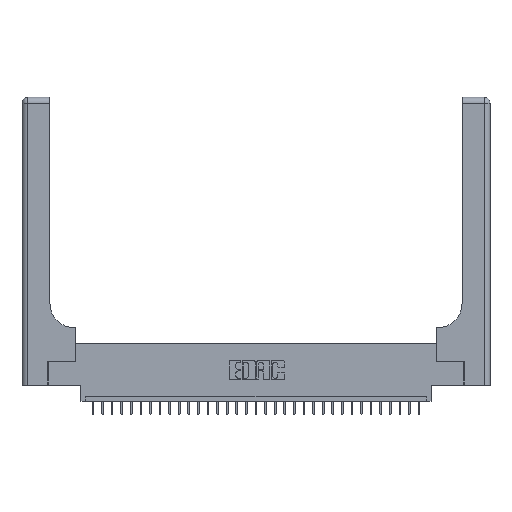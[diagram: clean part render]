
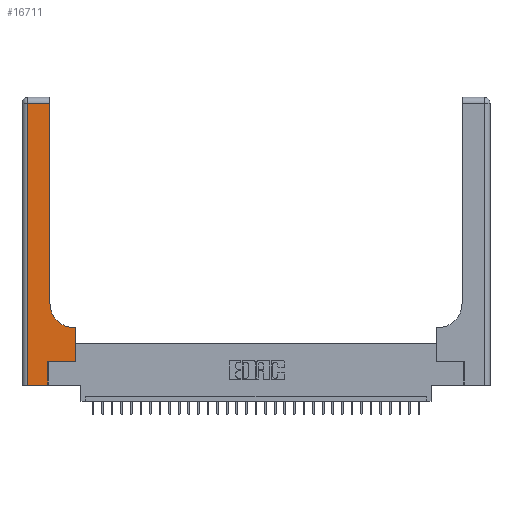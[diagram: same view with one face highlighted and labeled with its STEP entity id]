
A CAD part, top view. The second image highlights one B-rep face of the part: STEP entity #16711.
In plain terms, the highlighted planar face has unit normal (0, 0, 1).
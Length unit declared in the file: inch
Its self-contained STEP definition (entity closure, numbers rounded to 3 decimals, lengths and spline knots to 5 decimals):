
#339 = EDGE_CURVE ( 'NONE', #24876, #11900, #26581, .T. ) ;
#1445 = EDGE_CURVE ( 'NONE', #28306, #24876, #20343, .T. ) ;
#2482 = VECTOR ( 'NONE', #3348, 39.37008 ) ;
#2822 = CARTESIAN_POINT ( 'NONE',  ( 0.5585, 0.25, 0.37 ) ) ;
#2938 = CARTESIAN_POINT ( 'NONE',  ( 0.2915, 0.6, 0.37 ) ) ;
#3018 = DIRECTION ( 'NONE',  ( 0., 0., -1. ) ) ;
#3348 = DIRECTION ( 'NONE',  ( 1., 0., 0. ) ) ;
#3561 = ORIENTED_EDGE ( 'NONE', *, *, #9256, .T. ) ;
#4205 = VECTOR ( 'NONE', #17179, 39.37008 ) ;
#4669 = AXIS2_PLACEMENT_3D ( 'NONE', #12488, #14973, #7181 ) ;
#5649 = CARTESIAN_POINT ( 'NONE',  ( 0.5415, 0.85, 0.37 ) ) ;
#5687 = CARTESIAN_POINT ( 'NONE',  ( 0.269, 0.25, 0.37 ) ) ;
#6540 = CARTESIAN_POINT ( 'NONE',  ( 0.2915, 0.85, 0.37 ) ) ;
#7016 = ORIENTED_EDGE ( 'NONE', *, *, #339, .T. ) ;
#7181 = DIRECTION ( 'NONE',  ( -1., 0., 0. ) ) ;
#7339 = EDGE_LOOP ( 'NONE', ( #15708, #9559, #24535, #7016, #3561, #31758, #26286, #19205, #28668 ) ) ;
#7752 = CARTESIAN_POINT ( 'NONE',  ( 0.06, 3., 0.37 ) ) ;
#8300 = CARTESIAN_POINT ( 'NONE',  ( 0.06, 0., 0.37 ) ) ;
#8425 = CARTESIAN_POINT ( 'NONE',  ( 0.06, 2.94, 0.37 ) ) ;
#8484 = VERTEX_POINT ( 'NONE', #27662 ) ;
#8635 = DIRECTION ( 'NONE',  ( 1., 0., 0. ) ) ;
#8840 = CARTESIAN_POINT ( 'NONE',  ( 0.5585, 0.25, 0.37 ) ) ;
#9256 = EDGE_CURVE ( 'NONE', #11900, #26297, #9376, .T. ) ;
#9376 = LINE ( 'NONE', #12180, #11540 ) ;
#9525 = VERTEX_POINT ( 'NONE', #8840 ) ;
#9559 = ORIENTED_EDGE ( 'NONE', *, *, #11443, .T. ) ;
#9937 = EDGE_CURVE ( 'NONE', #26297, #9525, #31285, .T. ) ;
#11443 = EDGE_CURVE ( 'NONE', #23609, #28306, #17588, .T. ) ;
#11540 = VECTOR ( 'NONE', #22276, 39.37008 ) ;
#11900 = VERTEX_POINT ( 'NONE', #30219 ) ;
#12180 = CARTESIAN_POINT ( 'NONE',  ( 0.269, 0., 0.37 ) ) ;
#12206 = EDGE_CURVE ( 'NONE', #8484, #31212, #25108, .T. ) ;
#12488 = CARTESIAN_POINT ( 'NONE',  ( 0., 3., 0.37 ) ) ;
#12773 = DIRECTION ( 'NONE',  ( -1., 0., 0. ) ) ;
#13092 = CARTESIAN_POINT ( 'NONE',  ( 0., 2.94, 0.37 ) ) ;
#14531 = LINE ( 'NONE', #24617, #4205 ) ;
#14973 = DIRECTION ( 'NONE',  ( 0., 0., -1. ) ) ;
#15708 = ORIENTED_EDGE ( 'NONE', *, *, #17990, .T. ) ;
#16061 = LINE ( 'NONE', #2822, #30214 ) ;
#16711 = ADVANCED_FACE ( 'NONE', ( #29975 ), #19799, .F. ) ;
#17179 = DIRECTION ( 'NONE',  ( 0., 1., 0. ) ) ;
#17588 = LINE ( 'NONE', #13092, #29320 ) ;
#17884 = DIRECTION ( 'NONE',  ( 0., -1., 0. ) ) ;
#17990 = EDGE_CURVE ( 'NONE', #31348, #23609, #14531, .T. ) ;
#18356 = CARTESIAN_POINT ( 'NONE',  ( 0.5415, 0.6, 0.37 ) ) ;
#19205 = ORIENTED_EDGE ( 'NONE', *, *, #12206, .T. ) ;
#19799 = PLANE ( 'NONE',  #4669 ) ;
#20056 = VECTOR ( 'NONE', #29528, 39.37008 ) ;
#20343 = LINE ( 'NONE', #7752, #22666 ) ;
#20755 = AXIS2_PLACEMENT_3D ( 'NONE', #5649, #3018, #8635 ) ;
#21056 = CARTESIAN_POINT ( 'NONE',  ( 0.269, 0.25, 0.37 ) ) ;
#22276 = DIRECTION ( 'NONE',  ( 0., 1., 0. ) ) ;
#22427 = VECTOR ( 'NONE', #30369, 39.37008 ) ;
#22666 = VECTOR ( 'NONE', #17884, 39.37008 ) ;
#23609 = VERTEX_POINT ( 'NONE', #32302 ) ;
#23647 = DIRECTION ( 'NONE',  ( 0., 1., 0. ) ) ;
#24535 = ORIENTED_EDGE ( 'NONE', *, *, #1445, .T. ) ;
#24617 = CARTESIAN_POINT ( 'NONE',  ( 0.2915, 3., 0.37 ) ) ;
#24876 = VERTEX_POINT ( 'NONE', #8300 ) ;
#24919 = CARTESIAN_POINT ( 'NONE',  ( 0., 0., 0.37 ) ) ;
#25108 = LINE ( 'NONE', #2938, #22427 ) ;
#26286 = ORIENTED_EDGE ( 'NONE', *, *, #32087, .T. ) ;
#26297 = VERTEX_POINT ( 'NONE', #5687 ) ;
#26581 = LINE ( 'NONE', #24919, #20056 ) ;
#27662 = CARTESIAN_POINT ( 'NONE',  ( 0.5585, 0.6, 0.37 ) ) ;
#28306 = VERTEX_POINT ( 'NONE', #8425 ) ;
#28668 = ORIENTED_EDGE ( 'NONE', *, *, #31643, .T. ) ;
#29168 = CIRCLE ( 'NONE', #20755, 0.25 ) ;
#29320 = VECTOR ( 'NONE', #12773, 39.37008 ) ;
#29528 = DIRECTION ( 'NONE',  ( 1., 0., 0. ) ) ;
#29975 = FACE_OUTER_BOUND ( 'NONE', #7339, .T. ) ;
#30214 = VECTOR ( 'NONE', #23647, 39.37008 ) ;
#30219 = CARTESIAN_POINT ( 'NONE',  ( 0.269, 0., 0.37 ) ) ;
#30369 = DIRECTION ( 'NONE',  ( -1., 0., 0. ) ) ;
#31212 = VERTEX_POINT ( 'NONE', #18356 ) ;
#31285 = LINE ( 'NONE', #21056, #2482 ) ;
#31348 = VERTEX_POINT ( 'NONE', #6540 ) ;
#31643 = EDGE_CURVE ( 'NONE', #31212, #31348, #29168, .T. ) ;
#31758 = ORIENTED_EDGE ( 'NONE', *, *, #9937, .T. ) ;
#32087 = EDGE_CURVE ( 'NONE', #9525, #8484, #16061, .T. ) ;
#32302 = CARTESIAN_POINT ( 'NONE',  ( 0.2915, 2.94, 0.37 ) ) ;
